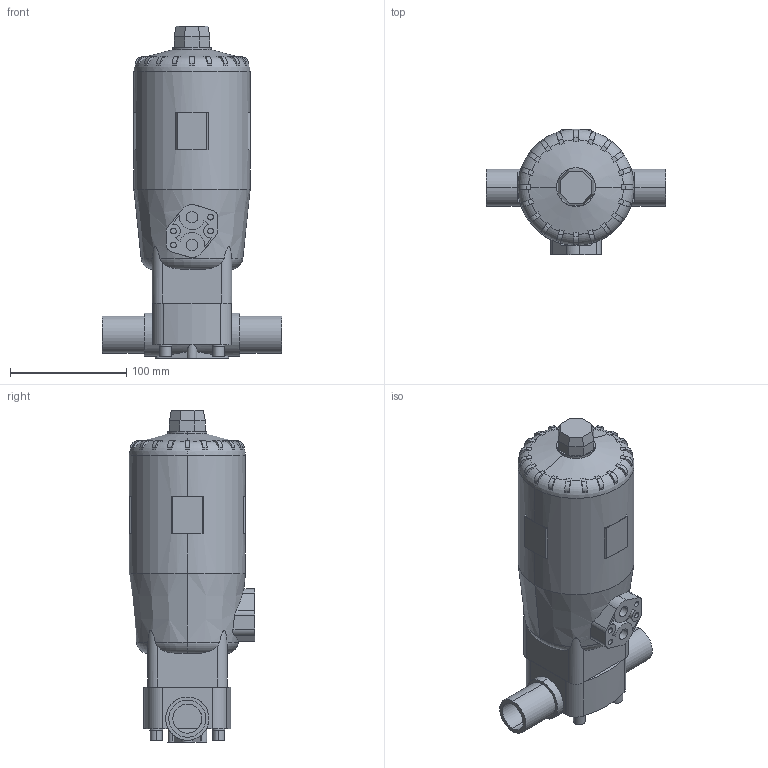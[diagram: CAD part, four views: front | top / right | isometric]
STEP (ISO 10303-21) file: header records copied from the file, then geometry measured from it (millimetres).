
FILE_DESCRIPTION(('STEP AP214'),'1');
FILE_NAME('cctmp_3FADA284-5746-4331-9CF9-2F7DE3EDB1A2_2021_10_26_07_52_07_0735..stp','2021-10-26T05:52:07',('Praher Valves GmbH'),('CADClick - www.CADClick.com'),'Spatial InterOp 3D',' ','unknown authorization');
FILE_SCHEMA(('AUTOMOTIVE_DESIGN'));
Length unit declared in the file: millimetre
Products named in the file (1): 125683
Bounding box: 154 x 108 x 285.6 mm (x, y, z)
Volume: 1753282 mm3; surface area: 112127.2 mm2
Topology: 1 solids, 1 shells, 295 faces, 770 edges, 502 vertices
Faces by surface type: plane 185, cylinder 98, torus 8, cone 4
Entity records: 12949 total; most frequent: CARTESIAN_POINT 3377, ORIENTED_EDGE 1540, DIRECTION 1488, EDGE_CURVE 770, AXIS2_PLACEMENT_3D 562, VERTEX_POINT 502, LINE 364, VECTOR 364
